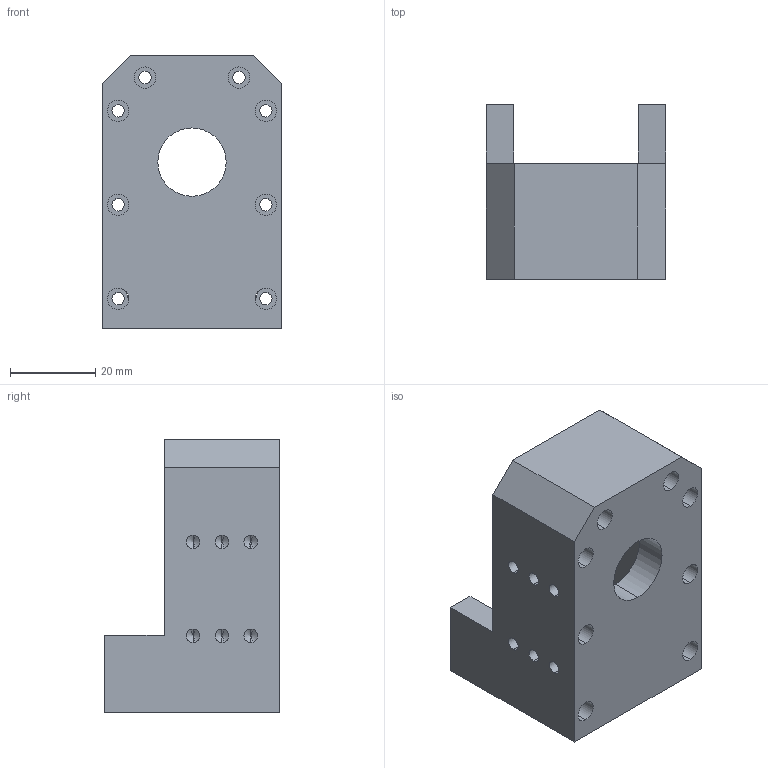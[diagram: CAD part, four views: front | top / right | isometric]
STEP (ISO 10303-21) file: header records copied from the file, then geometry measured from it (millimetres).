
FILE_DESCRIPTION (( 'STEP AP214' ), '1' );
FILE_NAME ('MNP_09.STEP', '2025-03-25T00:07:17', ( '' ), ( '' ), 'SwSTEP 2.0', 'SolidWorks 2024', '' );
FILE_SCHEMA (( 'AUTOMOTIVE_DESIGN' ));
Length unit declared in the file: millimetre
Products named in the file (1): MNP_09
Bounding box: 42 x 41 x 64 mm (x, y, z)
Volume: 37265.2 mm3; surface area: 17784.1 mm2
Topology: 1 solids, 1 shells, 124 faces, 334 edges, 206 vertices
Faces by surface type: cylinder 72, plane 32, cone 20
Entity records: 3857 total; most frequent: DIRECTION 716, CARTESIAN_POINT 645, ORIENTED_EDGE 628, EDGE_CURVE 314, AXIS2_PLACEMENT_3D 277, VERTEX_POINT 206, VECTOR 162, LINE 162
